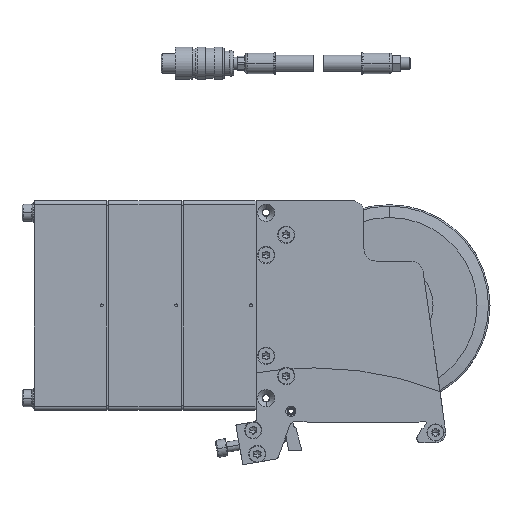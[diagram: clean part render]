
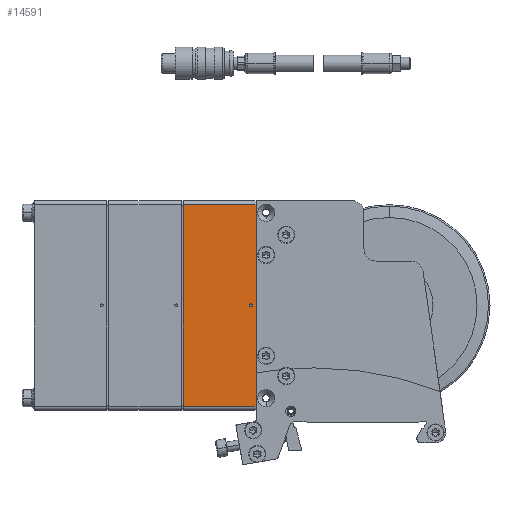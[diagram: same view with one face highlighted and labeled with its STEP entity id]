
A CAD part, left-side view. The second image highlights one B-rep face of the part: STEP entity #14591.
In plain terms, the highlighted planar face has unit normal (-1, 0, 0).
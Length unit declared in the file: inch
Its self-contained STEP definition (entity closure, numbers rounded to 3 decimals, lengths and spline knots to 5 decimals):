
#655 = PLANE ( 'NONE',  #21952 ) ;
#1365 = EDGE_CURVE ( 'NONE', #3815, #24916, #10330, .T. ) ;
#1555 = CARTESIAN_POINT ( 'NONE',  ( -0.09843, 3.52362, -1.9685 ) ) ;
#1564 = DIRECTION ( 'NONE',  ( -1., 0., 0. ) ) ;
#2218 = ORIENTED_EDGE ( 'NONE', *, *, #4170, .F. ) ;
#2478 = FACE_BOUND ( 'NONE', #23679, .T. ) ;
#3737 = VERTEX_POINT ( 'NONE', #26271 ) ;
#3815 = VERTEX_POINT ( 'NONE', #29809 ) ;
#4170 = EDGE_CURVE ( 'NONE', #15259, #3737, #30272, .T. ) ;
#4331 = DIRECTION ( 'NONE',  ( -1., 0., 0. ) ) ;
#4491 = DIRECTION ( 'NONE',  ( 0., 0., 1. ) ) ;
#4733 = AXIS2_PLACEMENT_3D ( 'NONE', #6875, #1564, #18684 ) ;
#4860 = ORIENTED_EDGE ( 'NONE', *, *, #1365, .F. ) ;
#6050 = VERTEX_POINT ( 'NONE', #30870 ) ;
#6749 = VERTEX_POINT ( 'NONE', #27419 ) ;
#6875 = CARTESIAN_POINT ( 'NONE',  ( -0.09843, 2.20472, 0. ) ) ;
#7111 = EDGE_CURVE ( 'NONE', #3815, #6749, #25866, .T. ) ;
#7442 = FACE_OUTER_BOUND ( 'NONE', #22076, .T. ) ;
#10192 = VECTOR ( 'NONE', #30488, 39.37008 ) ;
#10330 = LINE ( 'NONE', #25515, #10192 ) ;
#11505 = DIRECTION ( 'NONE',  ( 0., -1., 0. ) ) ;
#11723 = LINE ( 'NONE', #21450, #24307 ) ;
#12379 = CARTESIAN_POINT ( 'NONE',  ( -0.09843, 3.52362, 2.04724 ) ) ;
#12494 = ORIENTED_EDGE ( 'NONE', *, *, #18461, .T. ) ;
#12820 = AXIS2_PLACEMENT_3D ( 'NONE', #19486, #4331, #4491 ) ;
#14374 = ORIENTED_EDGE ( 'NONE', *, *, #23233, .T. ) ;
#14591 = ADVANCED_FACE ( 'NONE', ( #7442, #2478 ), #655, .F. ) ;
#15259 = VERTEX_POINT ( 'NONE', #26296 ) ;
#18169 = CARTESIAN_POINT ( 'NONE',  ( -0.09843, 3.52362, 1.9685 ) ) ;
#18461 = EDGE_CURVE ( 'NONE', #6050, #24916, #18486, .T. ) ;
#18486 = LINE ( 'NONE', #18169, #19765 ) ;
#18684 = DIRECTION ( 'NONE',  ( 0., 0., 1. ) ) ;
#19486 = CARTESIAN_POINT ( 'NONE',  ( -0.09843, 2.20472, 0. ) ) ;
#19765 = VECTOR ( 'NONE', #28245, 39.37008 ) ;
#19997 = VECTOR ( 'NONE', #11505, 39.37008 ) ;
#20292 = EDGE_CURVE ( 'NONE', #3737, #15259, #30218, .T. ) ;
#21450 = CARTESIAN_POINT ( 'NONE',  ( -0.09843, 2.1063, 2.04724 ) ) ;
#21952 = AXIS2_PLACEMENT_3D ( 'NONE', #12379, #22139, #27251 ) ;
#22076 = EDGE_LOOP ( 'NONE', ( #4860, #29450, #14374, #12494 ) ) ;
#22139 = DIRECTION ( 'NONE',  ( 1., 0., 0. ) ) ;
#22943 = ORIENTED_EDGE ( 'NONE', *, *, #20292, .F. ) ;
#23233 = EDGE_CURVE ( 'NONE', #6749, #6050, #11723, .T. ) ;
#23679 = EDGE_LOOP ( 'NONE', ( #2218, #22943 ) ) ;
#24307 = VECTOR ( 'NONE', #26875, 39.37008 ) ;
#24916 = VERTEX_POINT ( 'NONE', #31287 ) ;
#25515 = CARTESIAN_POINT ( 'NONE',  ( -0.09843, 3.52362, 2.04724 ) ) ;
#25866 = LINE ( 'NONE', #1555, #19997 ) ;
#26271 = CARTESIAN_POINT ( 'NONE',  ( -0.09843, 2.20472, -0.02953 ) ) ;
#26296 = CARTESIAN_POINT ( 'NONE',  ( -0.09843, 2.20472, 0.02953 ) ) ;
#26875 = DIRECTION ( 'NONE',  ( 0., 0., 1. ) ) ;
#27251 = DIRECTION ( 'NONE',  ( 0., 0., -1. ) ) ;
#27419 = CARTESIAN_POINT ( 'NONE',  ( -0.09843, 2.1063, -1.9685 ) ) ;
#28245 = DIRECTION ( 'NONE',  ( 0., 1., 0. ) ) ;
#29450 = ORIENTED_EDGE ( 'NONE', *, *, #7111, .T. ) ;
#29809 = CARTESIAN_POINT ( 'NONE',  ( -0.09843, 3.52362, -1.9685 ) ) ;
#30218 = CIRCLE ( 'NONE', #12820, 0.02953 ) ;
#30272 = CIRCLE ( 'NONE', #4733, 0.02953 ) ;
#30488 = DIRECTION ( 'NONE',  ( 0., 0., 1. ) ) ;
#30870 = CARTESIAN_POINT ( 'NONE',  ( -0.09843, 2.1063, 1.9685 ) ) ;
#31287 = CARTESIAN_POINT ( 'NONE',  ( -0.09843, 3.52362, 1.9685 ) ) ;
